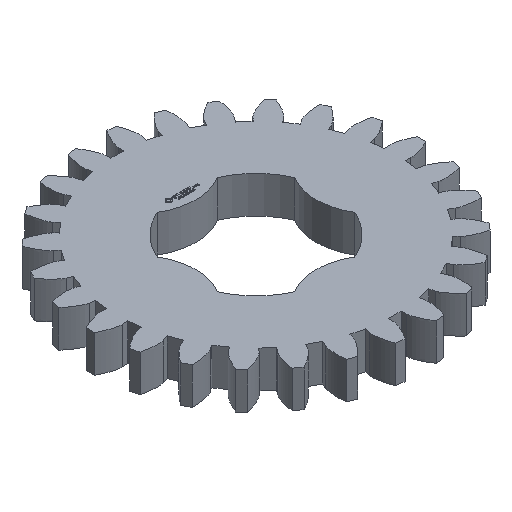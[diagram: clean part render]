
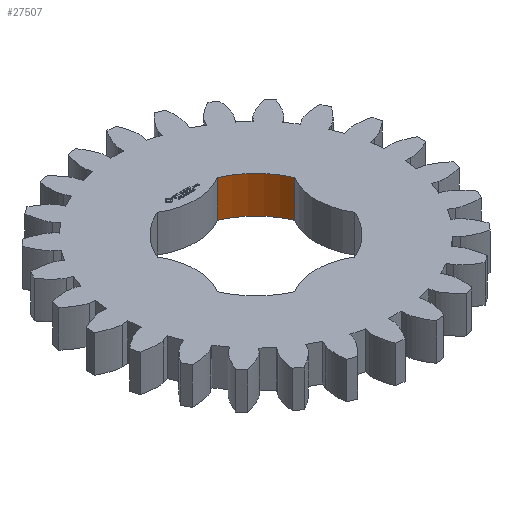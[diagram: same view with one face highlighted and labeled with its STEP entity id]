
A CAD part, isometric view. The second image highlights one B-rep face of the part: STEP entity #27507.
In plain terms, the highlighted cylindrical face has radius 6.35 mm (diameter 12.7 mm), a partial arc.
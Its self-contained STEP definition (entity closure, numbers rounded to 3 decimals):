
#93 = PLANE('',#94);
#94 = AXIS2_PLACEMENT_3D('',#95,#96,#97);
#95 = CARTESIAN_POINT('',(0.,0.,3.125)
  );
#96 = DIRECTION('',(0.,0.,1.));
#97 = DIRECTION('',(1.,0.,0.));
#168 = PLANE('',#169);
#169 = AXIS2_PLACEMENT_3D('',#170,#171,#172);
#170 = CARTESIAN_POINT('',(0.,0.,0.));
#171 = DIRECTION('',(0.,0.,1.));
#172 = DIRECTION('',(1.,0.,0.));
#7646 = VERTEX_POINT('',#7647);
#7647 = CARTESIAN_POINT('',(2.55,5.816,0.));
#7662 = CYLINDRICAL_SURFACE('',#7663,4.9);
#7663 = AXIS2_PLACEMENT_3D('',#7664,#7665,#7666);
#7664 = CARTESIAN_POINT('',(0.,10.,0.));
#7665 = DIRECTION('',(0.,-0.,-1.));
#7666 = DIRECTION('',(0.707,0.707,0.));
#7674 = EDGE_CURVE('',#7675,#7646,#7677,.T.);
#7675 = VERTEX_POINT('',#7676);
#7676 = CARTESIAN_POINT('',(5.816,2.55,0.));
#7677 = SURFACE_CURVE('',#7678,(#7683,#7690),.PCURVE_S1.);
#7678 = CIRCLE('',#7679,6.35);
#7679 = AXIS2_PLACEMENT_3D('',#7680,#7681,#7682);
#7680 = CARTESIAN_POINT('',(0.,0.,0.));
#7681 = DIRECTION('',(0.,-0.,1.));
#7682 = DIRECTION('',(0.707,0.707,0.));
#7683 = PCURVE('',#168,#7684);
#7684 = DEFINITIONAL_REPRESENTATION('',(#7685),#7689);
#7685 = CIRCLE('',#7686,6.35);
#7686 = AXIS2_PLACEMENT_2D('',#7687,#7688);
#7687 = CARTESIAN_POINT('',(0.,0.));
#7688 = DIRECTION('',(0.707,0.707));
#7689 = ( GEOMETRIC_REPRESENTATION_CONTEXT(2) 
PARAMETRIC_REPRESENTATION_CONTEXT() REPRESENTATION_CONTEXT('2D SPACE',''
  ) );
#7690 = PCURVE('',#7691,#7696);
#7691 = CYLINDRICAL_SURFACE('',#7692,6.35);
#7692 = AXIS2_PLACEMENT_3D('',#7693,#7694,#7695);
#7693 = CARTESIAN_POINT('',(0.,0.,0.));
#7694 = DIRECTION('',(0.,-0.,-1.));
#7695 = DIRECTION('',(0.707,0.707,0.));
#7696 = DEFINITIONAL_REPRESENTATION('',(#7697),#7701);
#7697 = LINE('',#7698,#7699);
#7698 = CARTESIAN_POINT('',(-0.,0.));
#7699 = VECTOR('',#7700,1.);
#7700 = DIRECTION('',(-1.,0.));
#7701 = ( GEOMETRIC_REPRESENTATION_CONTEXT(2) 
PARAMETRIC_REPRESENTATION_CONTEXT() REPRESENTATION_CONTEXT('2D SPACE',''
  ) );
#7720 = CYLINDRICAL_SURFACE('',#7721,4.9);
#7721 = AXIS2_PLACEMENT_3D('',#7722,#7723,#7724);
#7722 = CARTESIAN_POINT('',(10.,0.,0.));
#7723 = DIRECTION('',(0.,-0.,-1.));
#7724 = DIRECTION('',(0.707,0.707,0.));
#13098 = VERTEX_POINT('',#13099);
#13099 = CARTESIAN_POINT('',(2.55,5.816,3.125));
#13121 = EDGE_CURVE('',#13122,#13098,#13124,.T.);
#13122 = VERTEX_POINT('',#13123);
#13123 = CARTESIAN_POINT('',(5.816,2.55,3.125));
#13124 = SURFACE_CURVE('',#13125,(#13130,#13137),.PCURVE_S1.);
#13125 = CIRCLE('',#13126,6.35);
#13126 = AXIS2_PLACEMENT_3D('',#13127,#13128,#13129);
#13127 = CARTESIAN_POINT('',(0.,0.,3.125
    ));
#13128 = DIRECTION('',(0.,-0.,1.));
#13129 = DIRECTION('',(0.707,0.707,0.));
#13130 = PCURVE('',#93,#13131);
#13131 = DEFINITIONAL_REPRESENTATION('',(#13132),#13136);
#13132 = CIRCLE('',#13133,6.35);
#13133 = AXIS2_PLACEMENT_2D('',#13134,#13135);
#13134 = CARTESIAN_POINT('',(0.,0.));
#13135 = DIRECTION('',(0.707,0.707));
#13136 = ( GEOMETRIC_REPRESENTATION_CONTEXT(2) 
PARAMETRIC_REPRESENTATION_CONTEXT() REPRESENTATION_CONTEXT('2D SPACE',''
  ) );
#13137 = PCURVE('',#7691,#13138);
#13138 = DEFINITIONAL_REPRESENTATION('',(#13139),#13143);
#13139 = LINE('',#13140,#13141);
#13140 = CARTESIAN_POINT('',(-0.,-3.125));
#13141 = VECTOR('',#13142,1.);
#13142 = DIRECTION('',(-1.,0.));
#13143 = ( GEOMETRIC_REPRESENTATION_CONTEXT(2) 
PARAMETRIC_REPRESENTATION_CONTEXT() REPRESENTATION_CONTEXT('2D SPACE',''
  ) );
#27484 = EDGE_CURVE('',#7675,#13122,#27485,.T.);
#27485 = SURFACE_CURVE('',#27486,(#27490,#27497),.PCURVE_S1.);
#27486 = LINE('',#27487,#27488);
#27487 = CARTESIAN_POINT('',(5.816,2.55,0.));
#27488 = VECTOR('',#27489,1.);
#27489 = DIRECTION('',(0.,0.,1.));
#27490 = PCURVE('',#7720,#27491);
#27491 = DEFINITIONAL_REPRESENTATION('',(#27492),#27496);
#27492 = LINE('',#27493,#27494);
#27493 = CARTESIAN_POINT('',(-1.809,0.));
#27494 = VECTOR('',#27495,1.);
#27495 = DIRECTION('',(-0.,-1.));
#27496 = ( GEOMETRIC_REPRESENTATION_CONTEXT(2) 
PARAMETRIC_REPRESENTATION_CONTEXT() REPRESENTATION_CONTEXT('2D SPACE',''
  ) );
#27497 = PCURVE('',#7691,#27498);
#27498 = DEFINITIONAL_REPRESENTATION('',(#27499),#27503);
#27499 = LINE('',#27500,#27501);
#27500 = CARTESIAN_POINT('',(-5.911,0.));
#27501 = VECTOR('',#27502,1.);
#27502 = DIRECTION('',(-0.,-1.));
#27503 = ( GEOMETRIC_REPRESENTATION_CONTEXT(2) 
PARAMETRIC_REPRESENTATION_CONTEXT() REPRESENTATION_CONTEXT('2D SPACE',''
  ) );
#27507 = ADVANCED_FACE('',(#27508),#7691,.F.);
#27508 = FACE_BOUND('',#27509,.T.);
#27509 = EDGE_LOOP('',(#27510,#27511,#27512,#27533));
#27510 = ORIENTED_EDGE('',*,*,#27484,.T.);
#27511 = ORIENTED_EDGE('',*,*,#13121,.T.);
#27512 = ORIENTED_EDGE('',*,*,#27513,.F.);
#27513 = EDGE_CURVE('',#7646,#13098,#27514,.T.);
#27514 = SURFACE_CURVE('',#27515,(#27519,#27526),.PCURVE_S1.);
#27515 = LINE('',#27516,#27517);
#27516 = CARTESIAN_POINT('',(2.55,5.816,0.));
#27517 = VECTOR('',#27518,1.);
#27518 = DIRECTION('',(0.,0.,1.));
#27519 = PCURVE('',#7691,#27520);
#27520 = DEFINITIONAL_REPRESENTATION('',(#27521),#27525);
#27521 = LINE('',#27522,#27523);
#27522 = CARTESIAN_POINT('',(-6.655,0.));
#27523 = VECTOR('',#27524,1.);
#27524 = DIRECTION('',(-0.,-1.));
#27525 = ( GEOMETRIC_REPRESENTATION_CONTEXT(2) 
PARAMETRIC_REPRESENTATION_CONTEXT() REPRESENTATION_CONTEXT('2D SPACE',''
  ) );
#27526 = PCURVE('',#7662,#27527);
#27527 = DEFINITIONAL_REPRESENTATION('',(#27528),#27532);
#27528 = LINE('',#27529,#27530);
#27529 = CARTESIAN_POINT('',(-4.474,0.));
#27530 = VECTOR('',#27531,1.);
#27531 = DIRECTION('',(-0.,-1.));
#27532 = ( GEOMETRIC_REPRESENTATION_CONTEXT(2) 
PARAMETRIC_REPRESENTATION_CONTEXT() REPRESENTATION_CONTEXT('2D SPACE',''
  ) );
#27533 = ORIENTED_EDGE('',*,*,#7674,.F.);
